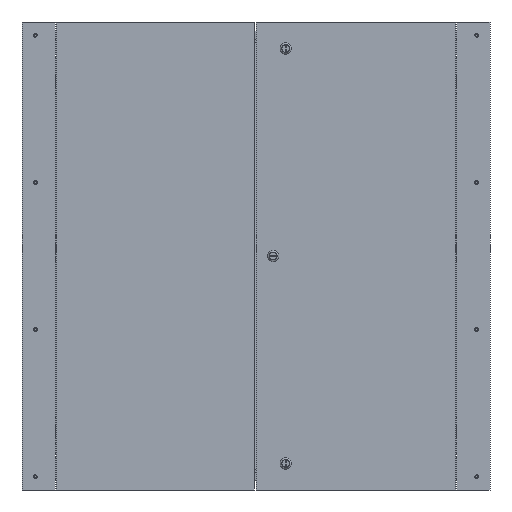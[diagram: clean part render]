
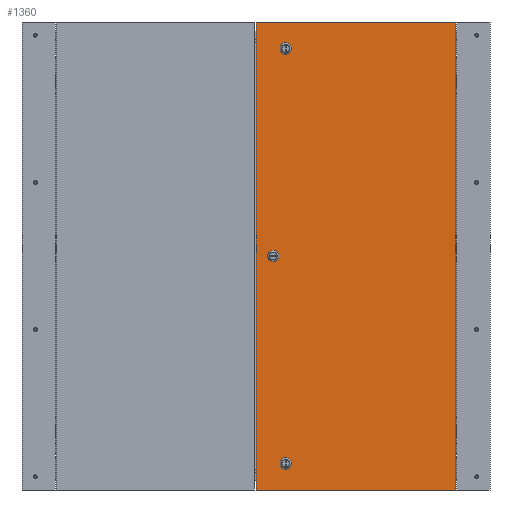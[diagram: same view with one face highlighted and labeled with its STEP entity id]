
A CAD part, front view. The second image highlights one B-rep face of the part: STEP entity #1360.
In plain terms, the highlighted planar face has unit normal (0, -1, 0).
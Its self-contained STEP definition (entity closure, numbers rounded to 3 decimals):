
#1360 = ADVANCED_FACE( '', ( #2915, #2916, #2917, #2918 ), #2919, .T. );
#2915 = FACE_BOUND( '', #12451, .T. );
#2916 = FACE_BOUND( '', #12452, .T. );
#2917 = FACE_BOUND( '', #12453, .T. );
#2918 = FACE_OUTER_BOUND( '', #12454, .T. );
#2919 = PLANE( '', #12455 );
#12451 = EDGE_LOOP( '', ( #34947, #34948, #34949, #34950 ) );
#12452 = EDGE_LOOP( '', ( #34951, #34952, #34953, #34954 ) );
#12453 = EDGE_LOOP( '', ( #34955, #34956, #34957, #34958 ) );
#12454 = EDGE_LOOP( '', ( #34959, #34960, #34961, #34962 ) );
#12455 = AXIS2_PLACEMENT_3D( '', #34963, #34964, #34965 );
#34947 = ORIENTED_EDGE( '', *, *, #39536, .F. );
#34948 = ORIENTED_EDGE( '', *, *, #39537, .F. );
#34949 = ORIENTED_EDGE( '', *, *, #39005, .F. );
#34950 = ORIENTED_EDGE( '', *, *, #39538, .F. );
#34951 = ORIENTED_EDGE( '', *, *, #39539, .F. );
#34952 = ORIENTED_EDGE( '', *, *, #39540, .F. );
#34953 = ORIENTED_EDGE( '', *, *, #39541, .F. );
#34954 = ORIENTED_EDGE( '', *, *, #39127, .F. );
#34955 = ORIENTED_EDGE( '', *, *, #39542, .F. );
#34956 = ORIENTED_EDGE( '', *, *, #39543, .F. );
#34957 = ORIENTED_EDGE( '', *, *, #39544, .F. );
#34958 = ORIENTED_EDGE( '', *, *, #38954, .F. );
#34959 = ORIENTED_EDGE( '', *, *, #39545, .T. );
#34960 = ORIENTED_EDGE( '', *, *, #39434, .T. );
#34961 = ORIENTED_EDGE( '', *, *, #39546, .T. );
#34962 = ORIENTED_EDGE( '', *, *, #39547, .T. );
#34963 = CARTESIAN_POINT( '', ( 0., 0., 0. ) );
#34964 = DIRECTION( '', ( 0., -1., 0. ) );
#34965 = DIRECTION( '', ( 0., 0., -1. ) );
#38954 = EDGE_CURVE( '', #41010, #41012, #41013, .T. );
#39005 = EDGE_CURVE( '', #41102, #41104, #41105, .T. );
#39127 = EDGE_CURVE( '', #41320, #41322, #41323, .T. );
#39434 = EDGE_CURVE( '', #41843, #41844, #41845, .T. );
#39536 = EDGE_CURVE( '', #42011, #42012, #42013, .T. );
#39537 = EDGE_CURVE( '', #41104, #42011, #42014, .T. );
#39538 = EDGE_CURVE( '', #42012, #41102, #42015, .T. );
#39539 = EDGE_CURVE( '', #42016, #41320, #42017, .T. );
#39540 = EDGE_CURVE( '', #42018, #42016, #42019, .T. );
#39541 = EDGE_CURVE( '', #41322, #42018, #42020, .T. );
#39542 = EDGE_CURVE( '', #42021, #41010, #42022, .T. );
#39543 = EDGE_CURVE( '', #42023, #42021, #42024, .T. );
#39544 = EDGE_CURVE( '', #41012, #42023, #42025, .T. );
#39545 = EDGE_CURVE( '', #42026, #41843, #42027, .T. );
#39546 = EDGE_CURVE( '', #41844, #42028, #42029, .T. );
#39547 = EDGE_CURVE( '', #42028, #42026, #42030, .T. );
#41010 = VERTEX_POINT( '', #44093 );
#41012 = VERTEX_POINT( '', #44096 );
#41013 = LINE( '', #44097, #44098 );
#41102 = VERTEX_POINT( '', #44276 );
#41104 = VERTEX_POINT( '', #44279 );
#41105 = LINE( '', #44280, #44281 );
#41320 = VERTEX_POINT( '', #44664 );
#41322 = VERTEX_POINT( '', #44667 );
#41323 = LINE( '', #44668, #44669 );
#41843 = VERTEX_POINT( '', #46028 );
#41844 = VERTEX_POINT( '', #46029 );
#41845 = LINE( '', #46030, #46031 );
#42011 = VERTEX_POINT( '', #46381 );
#42012 = VERTEX_POINT( '', #46382 );
#42013 = LINE( '', #46383, #46384 );
#42014 = CIRCLE( '', #46385, 9.716 );
#42015 = CIRCLE( '', #46386, 9.716 );
#42016 = VERTEX_POINT( '', #46387 );
#42017 = CIRCLE( '', #46388, 9.716 );
#42018 = VERTEX_POINT( '', #46389 );
#42019 = LINE( '', #46390, #46391 );
#42020 = CIRCLE( '', #46392, 9.716 );
#42021 = VERTEX_POINT( '', #46393 );
#42022 = CIRCLE( '', #46394, 9.716 );
#42023 = VERTEX_POINT( '', #46395 );
#42024 = LINE( '', #46396, #46397 );
#42025 = CIRCLE( '', #46398, 9.716 );
#42026 = VERTEX_POINT( '', #46399 );
#42027 = LINE( '', #46400, #46401 );
#42028 = VERTEX_POINT( '', #46402 );
#42029 = LINE( '', #46403, #46404 );
#42030 = LINE( '', #46405, #46406 );
#44093 = CARTESIAN_POINT( '', ( 160.147, 0., 5.322 ) );
#44096 = CARTESIAN_POINT( '', ( 160.147, 0., -5.322 ) );
#44097 = CARTESIAN_POINT( '', ( 160.147, 0., 5.322 ) );
#44098 = VECTOR( '', #50440, 1000. );
#44276 = CARTESIAN_POINT( '', ( 137.553, 0., 414.147 ) );
#44279 = CARTESIAN_POINT( '', ( 148.197, 0., 414.147 ) );
#44280 = CARTESIAN_POINT( '', ( 137.553, 0., 414.147 ) );
#44281 = VECTOR( '', #50493, 1000. );
#44664 = CARTESIAN_POINT( '', ( 137.553, 0., -430.403 ) );
#44667 = CARTESIAN_POINT( '', ( 148.197, 0., -430.403 ) );
#44668 = CARTESIAN_POINT( '', ( 137.553, 0., -430.403 ) );
#44669 = VECTOR( '', #50636, 1000. );
#46028 = CARTESIAN_POINT( '', ( -203.2, 0., -476.25 ) );
#46029 = CARTESIAN_POINT( '', ( 203.2, 0., -476.25 ) );
#46030 = CARTESIAN_POINT( '', ( -203.2, 0., -476.25 ) );
#46031 = VECTOR( '', #50930, 1000. );
#46381 = CARTESIAN_POINT( '', ( 148.197, 0., 430.403 ) );
#46382 = CARTESIAN_POINT( '', ( 137.553, 0., 430.403 ) );
#46383 = CARTESIAN_POINT( '', ( 148.197, 0., 430.403 ) );
#46384 = VECTOR( '', #51045, 1000. );
#46385 = AXIS2_PLACEMENT_3D( '', #51046, #51047, #51048 );
#46386 = AXIS2_PLACEMENT_3D( '', #51049, #51050, #51051 );
#46387 = CARTESIAN_POINT( '', ( 137.553, 0., -414.147 ) );
#46388 = AXIS2_PLACEMENT_3D( '', #51052, #51053, #51054 );
#46389 = CARTESIAN_POINT( '', ( 148.197, 0., -414.147 ) );
#46390 = CARTESIAN_POINT( '', ( 137.553, 0., -414.147 ) );
#46391 = VECTOR( '', #51055, 1000. );
#46392 = AXIS2_PLACEMENT_3D( '', #51056, #51057, #51058 );
#46393 = CARTESIAN_POINT( '', ( 176.403, 0., 5.322 ) );
#46394 = AXIS2_PLACEMENT_3D( '', #51059, #51060, #51061 );
#46395 = CARTESIAN_POINT( '', ( 176.403, 0., -5.322 ) );
#46396 = CARTESIAN_POINT( '', ( 176.403, 0., 5.322 ) );
#46397 = VECTOR( '', #51062, 1000. );
#46398 = AXIS2_PLACEMENT_3D( '', #51063, #51064, #51065 );
#46399 = CARTESIAN_POINT( '', ( -203.2, 0., 476.25 ) );
#46400 = CARTESIAN_POINT( '', ( -203.2, 0., 476.25 ) );
#46401 = VECTOR( '', #51066, 1000. );
#46402 = CARTESIAN_POINT( '', ( 203.2, 0., 476.25 ) );
#46403 = CARTESIAN_POINT( '', ( 203.2, 0., -476.25 ) );
#46404 = VECTOR( '', #51067, 1000. );
#46405 = CARTESIAN_POINT( '', ( 203.2, 0., 476.25 ) );
#46406 = VECTOR( '', #51068, 1000. );
#50440 = DIRECTION( '', ( 0., 0., -1. ) );
#50493 = DIRECTION( '', ( 1., 0., 0. ) );
#50636 = DIRECTION( '', ( 1., 0., 0. ) );
#50930 = DIRECTION( '', ( 1., 0., 0. ) );
#51045 = DIRECTION( '', ( -1., 0., 0. ) );
#51046 = CARTESIAN_POINT( '', ( 142.875, 0., 422.275 ) );
#51047 = DIRECTION( '', ( 0., -1., 0. ) );
#51048 = DIRECTION( '', ( 0., 0., -1. ) );
#51049 = CARTESIAN_POINT( '', ( 142.875, 0., 422.275 ) );
#51050 = DIRECTION( '', ( 0., -1., 0. ) );
#51051 = DIRECTION( '', ( 0., 0., -1. ) );
#51052 = CARTESIAN_POINT( '', ( 142.875, 0., -422.275 ) );
#51053 = DIRECTION( '', ( 0., -1., 0. ) );
#51054 = DIRECTION( '', ( 0., 0., 1. ) );
#51055 = DIRECTION( '', ( -1., 0., 0. ) );
#51056 = CARTESIAN_POINT( '', ( 142.875, 0., -422.275 ) );
#51057 = DIRECTION( '', ( 0., -1., 0. ) );
#51058 = DIRECTION( '', ( 0., 0., 1. ) );
#51059 = CARTESIAN_POINT( '', ( 168.275, 0., 0. ) );
#51060 = DIRECTION( '', ( 0., -1., 0. ) );
#51061 = DIRECTION( '', ( 1., 0., 0. ) );
#51062 = DIRECTION( '', ( 0., 0., 1. ) );
#51063 = CARTESIAN_POINT( '', ( 168.275, 0., 0. ) );
#51064 = DIRECTION( '', ( 0., -1., 0. ) );
#51065 = DIRECTION( '', ( 1., 0., 0. ) );
#51066 = DIRECTION( '', ( 0., 0., -1. ) );
#51067 = DIRECTION( '', ( 0., 0., 1. ) );
#51068 = DIRECTION( '', ( -1., 0., 0. ) );
